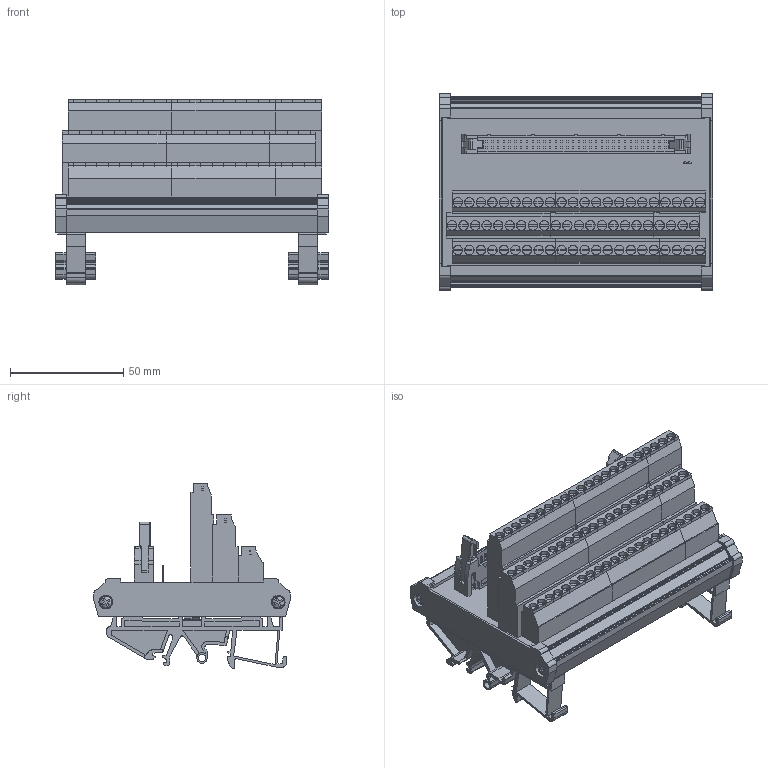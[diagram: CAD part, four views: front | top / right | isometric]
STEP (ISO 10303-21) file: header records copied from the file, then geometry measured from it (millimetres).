
FILE_DESCRIPTION(('CATIA V5R22 STEP214','CAx-IF Rec.Pracs.--- Model Styling and Organization---1.4--- 2014-01-23'),'2;1');
FILE_NAME ('031869-1_0_8012970000_8012970000_RS F64 LP3R 3_66.stp','2021-03-17T08:29:42+00:00',('none'),('Weidmueller'),'CATIA Version 5-6 Release 2016 SP3 HF44','CATIA V5 STEP AP214','none');
FILE_SCHEMA(('AUTOMOTIVE_DESIGN { 1 0 10303 214 1 1 1 1 }'));
Products named in the file (1): 8012970000_RS F64 LP3R 3_66
Bounding box: 120.5 x 86.4 x 81.95 mm (x, y, z)
Surface area: 118927.8 mm2 (no closed solid volume)
Topology: 0 solids, 157 shells, 2639 faces, 7246 edges, 4898 vertices
Faces by surface type: plane 2004, cylinder 618, torus 8, sphere 8, bspline 1
Entity records: 86249 total; most frequent: CARTESIAN_POINT 19772, ORIENTED_EDGE 14124, DIRECTION 12060, EDGE_CURVE 7246, VECTOR 5600, LINE 5600, VERTEX_POINT 4898, AXIS2_PLACEMENT_3D 3823
